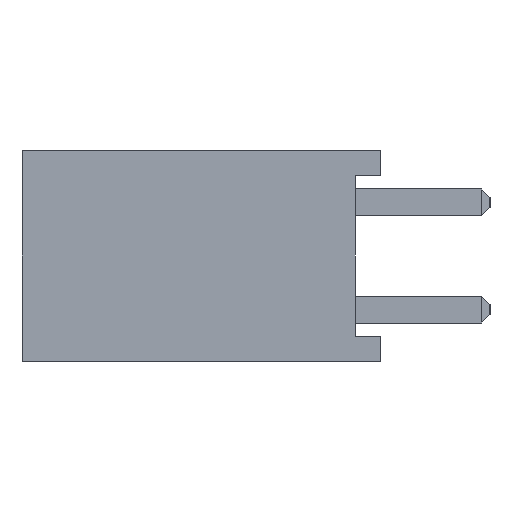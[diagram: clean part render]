
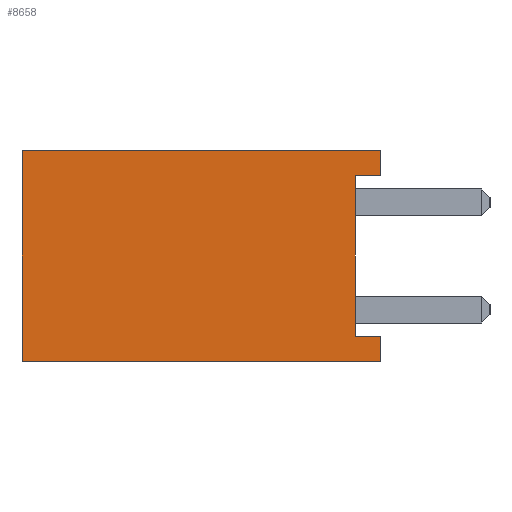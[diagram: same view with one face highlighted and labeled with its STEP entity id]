
A CAD part, left-side view. The second image highlights one B-rep face of the part: STEP entity #8658.
In plain terms, the highlighted planar face has unit normal (-1, 0, 0).
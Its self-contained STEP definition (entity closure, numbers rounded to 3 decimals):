
#471 = CARTESIAN_POINT ( 'NONE',  ( -49.68, 8.5, 2.5 ) ) ;
#781 = CARTESIAN_POINT ( 'NONE',  ( -49.68, 0.6, 1.9 ) ) ;
#1230 = CARTESIAN_POINT ( 'NONE',  ( -49.68, 0., 2.5 ) ) ;
#1862 = CARTESIAN_POINT ( 'NONE',  ( -49.68, 0., -2.5 ) ) ;
#2518 = ORIENTED_EDGE ( 'NONE', *, *, #6245, .F. ) ;
#2548 = VECTOR ( 'NONE', #5600, 1000. ) ;
#2669 = DIRECTION ( 'NONE',  ( 0., 0., -1. ) ) ;
#2826 = CARTESIAN_POINT ( 'NONE',  ( -49.68, 0.6, -1.9 ) ) ;
#4646 = VERTEX_POINT ( 'NONE', #7943 ) ;
#4851 = ORIENTED_EDGE ( 'NONE', *, *, #19256, .F. ) ;
#5053 = EDGE_CURVE ( 'NONE', #21885, #18755, #12085, .T. ) ;
#5397 = AXIS2_PLACEMENT_3D ( 'NONE', #6064, #7902, #9918 ) ;
#5562 = VERTEX_POINT ( 'NONE', #22820 ) ;
#5600 = DIRECTION ( 'NONE',  ( 0., 1., 0. ) ) ;
#6064 = CARTESIAN_POINT ( 'NONE',  ( -49.68, 0., 0. ) ) ;
#6154 = DIRECTION ( 'NONE',  ( 0., -1., 0. ) ) ;
#6188 = DIRECTION ( 'NONE',  ( 0., 0., 1. ) ) ;
#6245 = EDGE_CURVE ( 'NONE', #4646, #5562, #19077, .T. ) ;
#6467 = EDGE_CURVE ( 'NONE', #22929, #4646, #9432, .T. ) ;
#6614 = EDGE_LOOP ( 'NONE', ( #20389, #8867, #24300, #4851, #7769, #24216, #21108, #2518 ) ) ;
#7769 = ORIENTED_EDGE ( 'NONE', *, *, #5053, .F. ) ;
#7791 = EDGE_CURVE ( 'NONE', #21356, #13496, #23954, .T. ) ;
#7902 = DIRECTION ( 'NONE',  ( -1., 0., 0. ) ) ;
#7943 = CARTESIAN_POINT ( 'NONE',  ( -49.68, 0.6, 1.9 ) ) ;
#7987 = PLANE ( 'NONE',  #5397 ) ;
#8658 = ADVANCED_FACE ( 'NONE', ( #20914 ), #7987, .T. ) ;
#8867 = ORIENTED_EDGE ( 'NONE', *, *, #12264, .F. ) ;
#9273 = VECTOR ( 'NONE', #14560, 1000. ) ;
#9432 = LINE ( 'NONE', #781, #17857 ) ;
#9483 = LINE ( 'NONE', #471, #13980 ) ;
#9918 = DIRECTION ( 'NONE',  ( 0., 0., 1. ) ) ;
#10414 = DIRECTION ( 'NONE',  ( 0., 0., -1. ) ) ;
#10633 = VERTEX_POINT ( 'NONE', #20042 ) ;
#10786 = CARTESIAN_POINT ( 'NONE',  ( -49.68, 8.5, 2.5 ) ) ;
#11302 = CARTESIAN_POINT ( 'NONE',  ( -49.68, 8.5, -2.5 ) ) ;
#11832 = CARTESIAN_POINT ( 'NONE',  ( -49.68, 0., 2.5 ) ) ;
#12085 = LINE ( 'NONE', #22649, #2548 ) ;
#12264 = EDGE_CURVE ( 'NONE', #13496, #22929, #15573, .T. ) ;
#13496 = VERTEX_POINT ( 'NONE', #11832 ) ;
#13720 = CARTESIAN_POINT ( 'NONE',  ( -49.68, 0., -1.9 ) ) ;
#13980 = VECTOR ( 'NONE', #6188, 1000. ) ;
#14560 = DIRECTION ( 'NONE',  ( 0., -1., 0. ) ) ;
#15573 = LINE ( 'NONE', #17997, #20062 ) ;
#16266 = VECTOR ( 'NONE', #17590, 1000. ) ;
#17590 = DIRECTION ( 'NONE',  ( 0., 0., -1. ) ) ;
#17857 = VECTOR ( 'NONE', #17996, 1000. ) ;
#17996 = DIRECTION ( 'NONE',  ( 0., 1., 0. ) ) ;
#17997 = CARTESIAN_POINT ( 'NONE',  ( -49.68, 0., 1.9 ) ) ;
#18755 = VERTEX_POINT ( 'NONE', #11302 ) ;
#19077 = LINE ( 'NONE', #2826, #24129 ) ;
#19256 = EDGE_CURVE ( 'NONE', #18755, #21356, #9483, .T. ) ;
#19643 = CARTESIAN_POINT ( 'NONE',  ( -49.68, 0.6, -1.9 ) ) ;
#19841 = EDGE_CURVE ( 'NONE', #5562, #10633, #22935, .T. ) ;
#20042 = CARTESIAN_POINT ( 'NONE',  ( -49.68, 0., -1.9 ) ) ;
#20062 = VECTOR ( 'NONE', #2669, 1000. ) ;
#20389 = ORIENTED_EDGE ( 'NONE', *, *, #6467, .F. ) ;
#20914 = FACE_OUTER_BOUND ( 'NONE', #6614, .T. ) ;
#21089 = EDGE_CURVE ( 'NONE', #10633, #21885, #21324, .T. ) ;
#21108 = ORIENTED_EDGE ( 'NONE', *, *, #19841, .F. ) ;
#21324 = LINE ( 'NONE', #13720, #16266 ) ;
#21356 = VERTEX_POINT ( 'NONE', #10786 ) ;
#21885 = VERTEX_POINT ( 'NONE', #1862 ) ;
#22327 = VECTOR ( 'NONE', #6154, 1000. ) ;
#22649 = CARTESIAN_POINT ( 'NONE',  ( -49.68, 0., -2.5 ) ) ;
#22820 = CARTESIAN_POINT ( 'NONE',  ( -49.68, 0.6, -1.9 ) ) ;
#22929 = VERTEX_POINT ( 'NONE', #24020 ) ;
#22935 = LINE ( 'NONE', #19643, #22327 ) ;
#23954 = LINE ( 'NONE', #1230, #9273 ) ;
#24020 = CARTESIAN_POINT ( 'NONE',  ( -49.68, 0., 1.9 ) ) ;
#24129 = VECTOR ( 'NONE', #10414, 1000. ) ;
#24216 = ORIENTED_EDGE ( 'NONE', *, *, #21089, .F. ) ;
#24300 = ORIENTED_EDGE ( 'NONE', *, *, #7791, .F. ) ;
